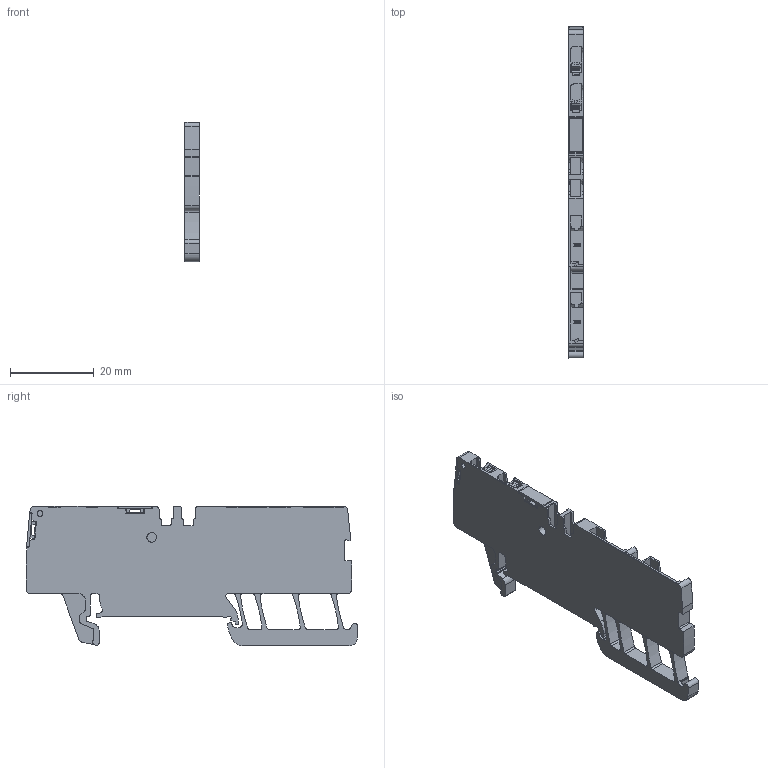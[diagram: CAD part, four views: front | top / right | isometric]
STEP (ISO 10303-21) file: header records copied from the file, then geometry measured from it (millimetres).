
FILE_DESCRIPTION(('CATIA V5R22 STEP214','CAx-IF Rec.Pracs.--- Model Styling and Organization---1.4--- 2014-01-23'),'2;1');
FILE_NAME ('1135718-1_1', '2019-07-05T12:04:54+00:00', ('Weidmueller Interface'), ('Weidmueller'), 'CATIA Version 5-6 Release 2016 SP3 HF44', 'CATIA V5 STEP AP214', 'none');
FILE_SCHEMA(('AUTOMOTIVE_DESIGN { 1 0 10303 214 1 1 1 1 }'));
Length unit declared in the file: millimetre
Products named in the file (1): 2675750000_APGTB_1-5_FT_4C-2_DL_BL
Bounding box: 3.5 x 79.37 x 33.4 mm (x, y, z)
Volume: 5433.1 mm3; surface area: 7291.2 mm2
Topology: 7 solids, 7 shells, 866 faces, 2430 edges, 1578 vertices
Faces by surface type: plane 446, cylinder 360, torus 20, extrusion 16, bspline 10, sphere 8, cone 6
Entity records: 27646 total; most frequent: CARTESIAN_POINT 6254, ORIENTED_EDGE 4844, DIRECTION 3621, EDGE_CURVE 2422, VECTOR 1599, LINE 1583, VERTEX_POINT 1578, AXIS2_PLACEMENT_3D 1337
